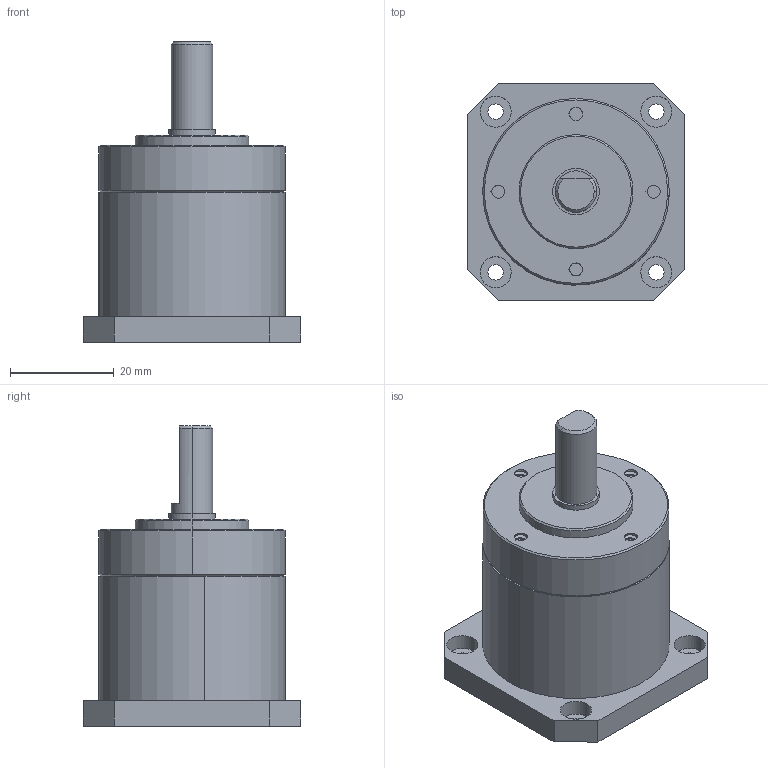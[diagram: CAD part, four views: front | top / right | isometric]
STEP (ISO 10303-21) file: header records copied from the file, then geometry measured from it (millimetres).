
FILE_DESCRIPTION (( 'STEP AP214' ), '1' );
FILE_NAME ('42XGX媼撰厒掀.STEP', '2023-08-05T14:33:50', ( '' ), ( '' ), 'SwSTEP 2.0', 'SolidWorks 2021', '' );
FILE_SCHEMA (( 'AUTOMOTIVE_DESIGN' ));
Length unit declared in the file: millimetre
Products named in the file (4): 42XGX奻裔; 42XGX媼撰厒掀; 42XGX菁釱
Assembly tree (3 placements, depth 2):
  42XGX媼撰厒掀
    42XGX菁釱
    42XGX媼撰厒掀
    42XGX奻裔
Bounding box: 42 x 42 x 58 mm (x, y, z)
Volume: 41410.7 mm3; surface area: 13414.7 mm2
Topology: 3 solids, 3 shells, 163 faces, 423 edges, 274 vertices
Faces by surface type: cylinder 114, plane 28, bspline 12, cone 9
Entity records: 10844 total; most frequent: CARTESIAN_POINT 7080, ORIENTED_EDGE 846, DIRECTION 674, EDGE_CURVE 423, VERTEX_POINT 274, AXIS2_PLACEMENT_3D 256, EDGE_LOOP 197, ADVANCED_FACE 163
